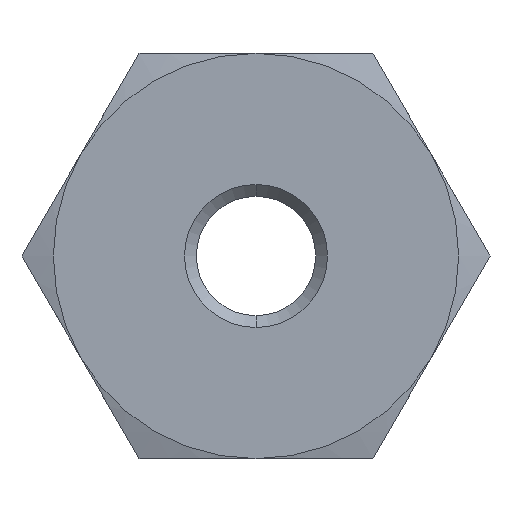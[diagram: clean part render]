
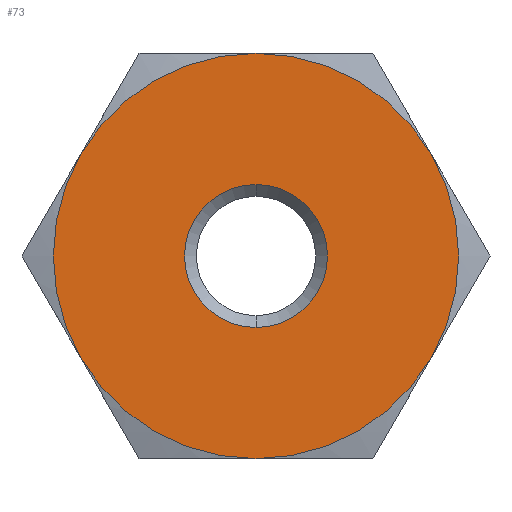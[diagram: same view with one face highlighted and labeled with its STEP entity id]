
A CAD part, front view. The second image highlights one B-rep face of the part: STEP entity #73.
In plain terms, the highlighted planar face has unit normal (0, -1, 0).
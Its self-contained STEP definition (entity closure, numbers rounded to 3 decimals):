
#73=ADVANCED_FACE('',(#158,#159),#160,.F.);
#158=FACE_BOUND('',#255,.T.);
#159=FACE_OUTER_BOUND('',#256,.T.);
#160=PLANE('',#257);
#255=EDGE_LOOP('',(#408,#409));
#256=EDGE_LOOP('',(#410,#411,#412,#413,#414,#415));
#257=AXIS2_PLACEMENT_3D('',#416,#417,#418);
#408=ORIENTED_EDGE('',*,*,#563,.T.);
#409=ORIENTED_EDGE('',*,*,#610,.T.);
#410=ORIENTED_EDGE('',*,*,#611,.F.);
#411=ORIENTED_EDGE('',*,*,#612,.F.);
#412=ORIENTED_EDGE('',*,*,#613,.F.);
#413=ORIENTED_EDGE('',*,*,#614,.F.);
#414=ORIENTED_EDGE('',*,*,#615,.T.);
#415=ORIENTED_EDGE('',*,*,#616,.F.);
#416=CARTESIAN_POINT('',(-2.5,0.,0.0));
#417=DIRECTION('',(0.0,1.0,0.0));
#418=DIRECTION('',(0.0,0.0,1.0));
#563=EDGE_CURVE('',#661,#659,#662,.T.);
#610=EDGE_CURVE('',#659,#661,#737,.T.);
#611=EDGE_CURVE('',#693,#680,#738,.T.);
#612=EDGE_CURVE('',#703,#693,#739,.T.);
#613=EDGE_CURVE('',#713,#703,#740,.T.);
#614=EDGE_CURVE('',#723,#713,#741,.T.);
#615=EDGE_CURVE('',#723,#730,#742,.T.);
#616=EDGE_CURVE('',#680,#730,#743,.T.);
#659=VERTEX_POINT('',#788);
#661=VERTEX_POINT('',#791);
#662=CIRCLE('',#792,3.0);
#680=VERTEX_POINT('',#816);
#693=VERTEX_POINT('',#843);
#703=VERTEX_POINT('',#870);
#713=VERTEX_POINT('',#893);
#723=VERTEX_POINT('',#916);
#730=VERTEX_POINT('',#939);
#737=CIRCLE('',#958,3.0);
#738=CIRCLE('',#959,8.5);
#739=CIRCLE('',#960,8.5);
#740=CIRCLE('',#961,8.5);
#741=CIRCLE('',#962,8.5);
#742=CIRCLE('',#963,8.5);
#743=CIRCLE('',#964,8.5);
#788=CARTESIAN_POINT('',(0.,0.,3.0));
#791=CARTESIAN_POINT('',(0.0,0.,-3.0));
#792=AXIS2_PLACEMENT_3D('',#1006,#1007,#1008);
#816=CARTESIAN_POINT('',(7.361,0.0,4.25));
#843=CARTESIAN_POINT('',(0.0,0.0,8.5));
#870=CARTESIAN_POINT('',(-7.361,0.0,4.25));
#893=CARTESIAN_POINT('',(-7.361,0.0,-4.25));
#916=CARTESIAN_POINT('',(0.,0.0,-8.5));
#939=CARTESIAN_POINT('',(7.361,0.0,-4.25));
#958=AXIS2_PLACEMENT_3D('',#1026,#1027,#1028);
#959=AXIS2_PLACEMENT_3D('',#1029,#1030,#1031);
#960=AXIS2_PLACEMENT_3D('',#1032,#1033,#1034);
#961=AXIS2_PLACEMENT_3D('',#1035,#1036,#1037);
#962=AXIS2_PLACEMENT_3D('',#1038,#1039,#1040);
#963=AXIS2_PLACEMENT_3D('',#1041,#1042,#1043);
#964=AXIS2_PLACEMENT_3D('',#1044,#1045,#1046);
#1006=CARTESIAN_POINT('',(0.0,0.0,0.0));
#1007=DIRECTION('',(0.0,1.0,0.0));
#1008=DIRECTION('',(0.0,0.0,1.0));
#1026=CARTESIAN_POINT('',(0.0,0.0,0.0));
#1027=DIRECTION('',(0.0,1.0,0.0));
#1028=DIRECTION('',(0.0,0.0,1.0));
#1029=CARTESIAN_POINT('',(0.0,0.0,0.0));
#1030=DIRECTION('',(0.0,1.0,0.0));
#1031=DIRECTION('',(0.0,0.0,1.0));
#1032=CARTESIAN_POINT('',(0.0,0.0,0.0));
#1033=DIRECTION('',(0.0,1.0,0.0));
#1034=DIRECTION('',(0.0,0.0,1.0));
#1035=CARTESIAN_POINT('',(0.0,0.0,0.0));
#1036=DIRECTION('',(0.0,1.0,0.0));
#1037=DIRECTION('',(0.0,0.0,1.0));
#1038=CARTESIAN_POINT('',(0.0,0.0,0.0));
#1039=DIRECTION('',(0.0,1.0,0.0));
#1040=DIRECTION('',(0.0,0.0,1.0));
#1041=CARTESIAN_POINT('',(0.0,0.0,0.0));
#1042=DIRECTION('',(0.0,-1.0,0.0));
#1043=DIRECTION('',(0.0,0.0,-1.0));
#1044=CARTESIAN_POINT('',(0.0,0.0,0.0));
#1045=DIRECTION('',(0.0,1.0,0.0));
#1046=DIRECTION('',(0.0,0.0,1.0));
